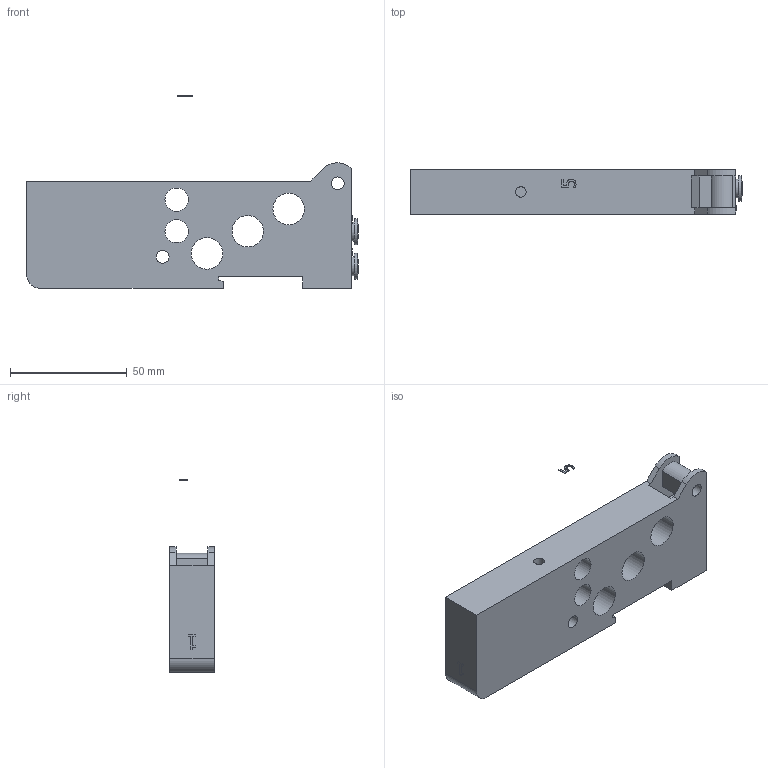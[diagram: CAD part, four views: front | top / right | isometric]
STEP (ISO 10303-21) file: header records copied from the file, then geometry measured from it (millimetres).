
FILE_DESCRIPTION((''),'2;1');
FILE_NAME('2546_01M.stp','2009-04-16T16:03:11',('brembcl1'),(''),'Autodesk Inventor 2009','Autodesk Inventor 2009','');
FILE_SCHEMA(('AUTOMOTIVE_DESIGN { 1 0 10303 214 1 1 1 1 }'));
Length unit declared in the file: millimetre
Products named in the file (1): 2546_01M
Bounding box: 142.2 x 19 x 82.6 mm (x, y, z)
Volume: 104885.1 mm3; surface area: 24596.5 mm2
Topology: 2 solids, 2 shells, 114 faces, 299 edges, 200 vertices
Faces by surface type: plane 67, bspline 29, cylinder 16, sphere 2
Full cylindrical faces by diameter (mm): 6 x2, 8 x2, 10 x2, 11 x2, 13.5 x3
Entity records: 3720 total; most frequent: CARTESIAN_POINT 1015, ORIENTED_EDGE 566, DIRECTION 443, EDGE_CURVE 283, VERTEX_POINT 198, VECTOR 195, LINE 195, EDGE_LOOP 155
